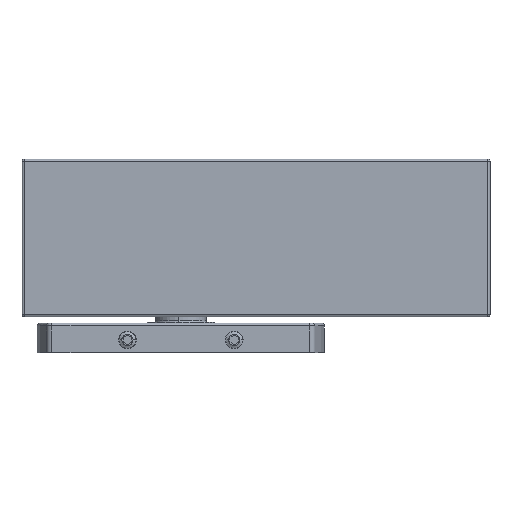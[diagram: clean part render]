
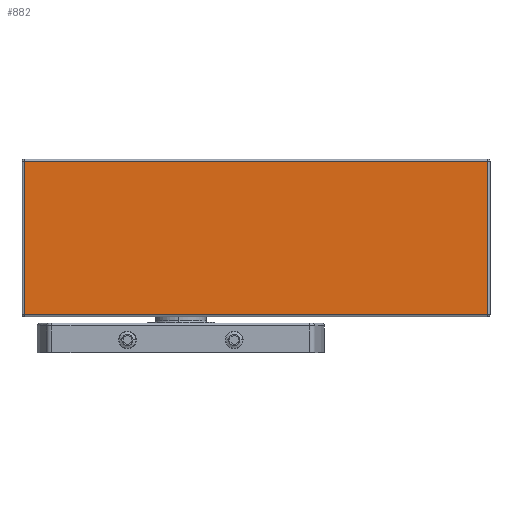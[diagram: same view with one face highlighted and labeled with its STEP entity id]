
A CAD part, top view. The second image highlights one B-rep face of the part: STEP entity #882.
In plain terms, the highlighted planar face has unit normal (0, 0, 1).
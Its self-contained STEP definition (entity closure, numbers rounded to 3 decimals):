
#882=ADVANCED_FACE('',(#1754),#1755,.T.);
#1754=FACE_OUTER_BOUND('',#3487,.T.);
#1755=PLANE('',#3488);
#3487=EDGE_LOOP('',(#8798,#8799,#8800,#8801));
#3488=AXIS2_PLACEMENT_3D('',#8802,#8803,#8804);
#8798=ORIENTED_EDGE('',*,*,#15015,.F.);
#8799=ORIENTED_EDGE('',*,*,#15024,.F.);
#8800=ORIENTED_EDGE('',*,*,#15013,.F.);
#8801=ORIENTED_EDGE('',*,*,#15005,.F.);
#8802=CARTESIAN_POINT('',(110.,68.8,18.5));
#8803=DIRECTION('',(0.,0.,1.0));
#8804=DIRECTION('',(1.0,0.,0.));
#15005=EDGE_CURVE('',#17107,#17109,#17110,.T.);
#15013=EDGE_CURVE('',#17109,#17118,#17120,.T.);
#15015=EDGE_CURVE('',#17121,#17107,#17124,.T.);
#15024=EDGE_CURVE('',#17118,#17121,#17134,.T.);
#17107=VERTEX_POINT('',#20468);
#17109=VERTEX_POINT('',#20470);
#17110=LINE('',#20471,#20472);
#17118=VERTEX_POINT('',#20480);
#17120=LINE('',#20482,#20483);
#17121=VERTEX_POINT('',#20484);
#17124=LINE('',#20487,#20488);
#17134=LINE('',#20500,#20501);
#20468=CARTESIAN_POINT('',(-55.75,13.55,18.5));
#20470=CARTESIAN_POINT('',(-55.75,68.05,18.5));
#20471=CARTESIAN_POINT('',(-55.75,68.8,18.5));
#20472=VECTOR('',#26059,1000.0);
#20480=CARTESIAN_POINT('',(109.25,68.05,18.5));
#20482=CARTESIAN_POINT('',(110.,68.05,18.5));
#20483=VECTOR('',#26081,1000.0);
#20484=CARTESIAN_POINT('',(109.25,13.55,18.5));
#20487=CARTESIAN_POINT('',(-56.5,13.55,18.5));
#20488=VECTOR('',#26085,1000.0);
#20500=CARTESIAN_POINT('',(109.25,12.8,18.5));
#20501=VECTOR('',#26106,1000.0);
#26059=DIRECTION('',(0.,1.0,0.));
#26081=DIRECTION('',(1.0,0.,0.));
#26085=DIRECTION('',(-1.0,0.,0.));
#26106=DIRECTION('',(0.,-1.0,0.));
